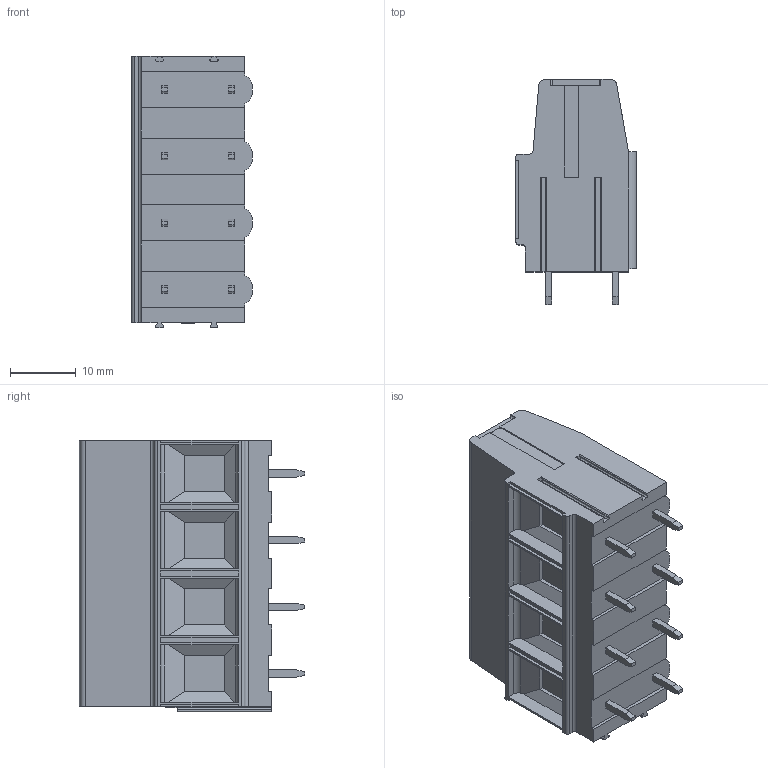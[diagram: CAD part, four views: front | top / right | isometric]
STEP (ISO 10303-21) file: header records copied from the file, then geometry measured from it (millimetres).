
FILE_DESCRIPTION((''),'2;1');
FILE_NAME('TL802','2024-12-06T',('yanfa'),(''),'PRO/ENGINEER BY PARAMETRIC TECHNOLOGY CORPORATION, 2009280','PRO/ENGINEER BY PARAMETRIC TECHNOLOGY CORPORATION, 2009280','');
FILE_SCHEMA(('AUTOMOTIVE_DESIGN_CC2 { 1 2 10303 214 -1 1 5 2 }'));
Length unit declared in the file: millimetre
Products named in the file (1): TL802
Bounding box: 18.4 x 34.3 x 41.39 mm (x, y, z)
Volume: 16373.9 mm3; surface area: 6209.7 mm2
Topology: 1 solids, 1 shells, 396 faces, 1045 edges, 678 vertices
Faces by surface type: plane 266, cylinder 106, cone 16, torus 8
Entity records: 12302 total; most frequent: CARTESIAN_POINT 2315, ORIENTED_EDGE 2090, DIRECTION 2017, EDGE_CURVE 1045, VECTOR 785, LINE 785, VERTEX_POINT 678, AXIS2_PLACEMENT_3D 616
